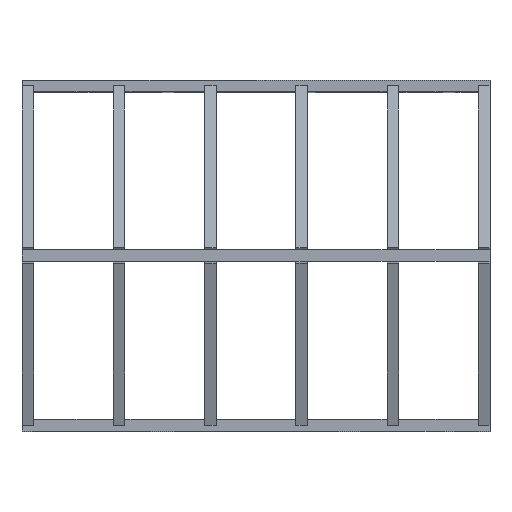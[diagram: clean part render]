
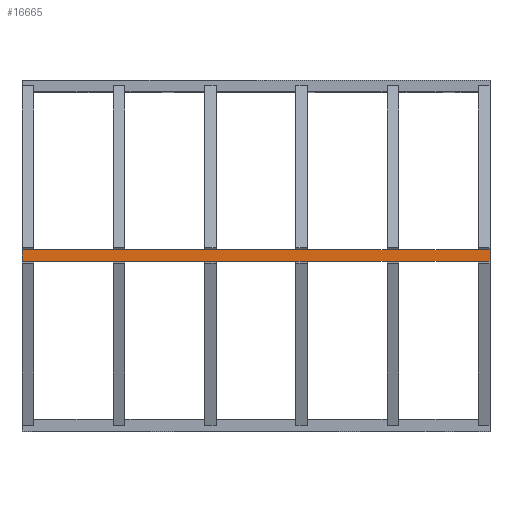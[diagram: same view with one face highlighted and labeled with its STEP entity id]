
A CAD part, top view. The second image highlights one B-rep face of the part: STEP entity #16665.
In plain terms, the highlighted planar face has unit normal (0, 0, 1).
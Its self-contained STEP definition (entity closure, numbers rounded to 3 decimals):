
#32 = PLANE('',#33);
#33 = AXIS2_PLACEMENT_3D('',#34,#35,#36);
#34 = CARTESIAN_POINT('',(0.,0.,0.));
#35 = DIRECTION('',(1.,0.,0.));
#36 = DIRECTION('',(0.,0.,1.));
#197 = VERTEX_POINT('',#198);
#198 = CARTESIAN_POINT('',(0.,775.,2226.764));
#212 = PLANE('',#213);
#213 = AXIS2_PLACEMENT_3D('',#214,#215,#216);
#214 = CARTESIAN_POINT('',(0.,775.,2176.764));
#215 = DIRECTION('',(0.,1.,0.));
#216 = DIRECTION('',(0.,0.,1.));
#224 = EDGE_CURVE('',#225,#197,#227,.T.);
#225 = VERTEX_POINT('',#226);
#226 = CARTESIAN_POINT('',(0.,725.,2226.764));
#227 = SURFACE_CURVE('',#228,(#232,#239),.PCURVE_S1.);
#228 = LINE('',#229,#230);
#229 = CARTESIAN_POINT('',(0.,725.,2226.764));
#230 = VECTOR('',#231,1.);
#231 = DIRECTION('',(0.,1.,0.));
#232 = PCURVE('',#32,#233);
#233 = DEFINITIONAL_REPRESENTATION('',(#234),#238);
#234 = LINE('',#235,#236);
#235 = CARTESIAN_POINT('',(2226.764,-725.));
#236 = VECTOR('',#237,1.);
#237 = DIRECTION('',(0.,-1.));
#238 = ( GEOMETRIC_REPRESENTATION_CONTEXT(2) 
PARAMETRIC_REPRESENTATION_CONTEXT() REPRESENTATION_CONTEXT('2D SPACE',''
  ) );
#239 = PCURVE('',#240,#245);
#240 = PLANE('',#241);
#241 = AXIS2_PLACEMENT_3D('',#242,#243,#244);
#242 = CARTESIAN_POINT('',(0.,725.,2226.764));
#243 = DIRECTION('',(0.,0.,1.));
#244 = DIRECTION('',(1.,0.,0.));
#245 = DEFINITIONAL_REPRESENTATION('',(#246),#250);
#246 = LINE('',#247,#248);
#247 = CARTESIAN_POINT('',(0.,0.));
#248 = VECTOR('',#249,1.);
#249 = DIRECTION('',(0.,1.));
#250 = ( GEOMETRIC_REPRESENTATION_CONTEXT(2) 
PARAMETRIC_REPRESENTATION_CONTEXT() REPRESENTATION_CONTEXT('2D SPACE',''
  ) );
#268 = PLANE('',#269);
#269 = AXIS2_PLACEMENT_3D('',#270,#271,#272);
#270 = CARTESIAN_POINT('',(0.,725.,2176.764));
#271 = DIRECTION('',(0.,1.,0.));
#272 = DIRECTION('',(0.,0.,1.));
#1112 = PLANE('',#1113);
#1113 = AXIS2_PLACEMENT_3D('',#1114,#1115,#1116);
#1114 = CARTESIAN_POINT('',(2000.,0.,0.));
#1115 = DIRECTION('',(1.,0.,0.));
#1116 = DIRECTION('',(0.,0.,1.));
#3968 = VERTEX_POINT('',#3969);
#3969 = CARTESIAN_POINT('',(2000.,775.,2226.764));
#3990 = EDGE_CURVE('',#3991,#3968,#3993,.T.);
#3991 = VERTEX_POINT('',#3992);
#3992 = CARTESIAN_POINT('',(2000.,725.,2226.764));
#3993 = SURFACE_CURVE('',#3994,(#3998,#4005),.PCURVE_S1.);
#3994 = LINE('',#3995,#3996);
#3995 = CARTESIAN_POINT('',(2000.,725.,2226.764));
#3996 = VECTOR('',#3997,1.);
#3997 = DIRECTION('',(0.,1.,0.));
#3998 = PCURVE('',#1112,#3999);
#3999 = DEFINITIONAL_REPRESENTATION('',(#4000),#4004);
#4000 = LINE('',#4001,#4002);
#4001 = CARTESIAN_POINT('',(2226.764,-725.));
#4002 = VECTOR('',#4003,1.);
#4003 = DIRECTION('',(0.,-1.));
#4004 = ( GEOMETRIC_REPRESENTATION_CONTEXT(2) 
PARAMETRIC_REPRESENTATION_CONTEXT() REPRESENTATION_CONTEXT('2D SPACE',''
  ) );
#4005 = PCURVE('',#240,#4006);
#4006 = DEFINITIONAL_REPRESENTATION('',(#4007),#4011);
#4007 = LINE('',#4008,#4009);
#4008 = CARTESIAN_POINT('',(2000.,0.));
#4009 = VECTOR('',#4010,1.);
#4010 = DIRECTION('',(0.,1.));
#4011 = ( GEOMETRIC_REPRESENTATION_CONTEXT(2) 
PARAMETRIC_REPRESENTATION_CONTEXT() REPRESENTATION_CONTEXT('2D SPACE',''
  ) );
#14261 = EDGE_CURVE('',#225,#3991,#14262,.T.);
#14262 = SURFACE_CURVE('',#14263,(#14267,#14274),.PCURVE_S1.);
#14263 = LINE('',#14264,#14265);
#14264 = CARTESIAN_POINT('',(0.,725.,2226.764));
#14265 = VECTOR('',#14266,1.);
#14266 = DIRECTION('',(1.,0.,0.));
#14267 = PCURVE('',#268,#14268);
#14268 = DEFINITIONAL_REPRESENTATION('',(#14269),#14273);
#14269 = LINE('',#14270,#14271);
#14270 = CARTESIAN_POINT('',(50.,0.));
#14271 = VECTOR('',#14272,1.);
#14272 = DIRECTION('',(0.,1.));
#14273 = ( GEOMETRIC_REPRESENTATION_CONTEXT(2) 
PARAMETRIC_REPRESENTATION_CONTEXT() REPRESENTATION_CONTEXT('2D SPACE',''
  ) );
#14274 = PCURVE('',#240,#14275);
#14275 = DEFINITIONAL_REPRESENTATION('',(#14276),#14280);
#14276 = LINE('',#14277,#14278);
#14277 = CARTESIAN_POINT('',(0.,0.));
#14278 = VECTOR('',#14279,1.);
#14279 = DIRECTION('',(1.,0.));
#14280 = ( GEOMETRIC_REPRESENTATION_CONTEXT(2) 
PARAMETRIC_REPRESENTATION_CONTEXT() REPRESENTATION_CONTEXT('2D SPACE',''
  ) );
#14523 = EDGE_CURVE('',#197,#3968,#14524,.T.);
#14524 = SURFACE_CURVE('',#14525,(#14529,#14536),.PCURVE_S1.);
#14525 = LINE('',#14526,#14527);
#14526 = CARTESIAN_POINT('',(0.,775.,2226.764));
#14527 = VECTOR('',#14528,1.);
#14528 = DIRECTION('',(1.,0.,0.));
#14529 = PCURVE('',#212,#14530);
#14530 = DEFINITIONAL_REPRESENTATION('',(#14531),#14535);
#14531 = LINE('',#14532,#14533);
#14532 = CARTESIAN_POINT('',(50.,0.));
#14533 = VECTOR('',#14534,1.);
#14534 = DIRECTION('',(0.,1.));
#14535 = ( GEOMETRIC_REPRESENTATION_CONTEXT(2) 
PARAMETRIC_REPRESENTATION_CONTEXT() REPRESENTATION_CONTEXT('2D SPACE',''
  ) );
#14536 = PCURVE('',#240,#14537);
#14537 = DEFINITIONAL_REPRESENTATION('',(#14538),#14542);
#14538 = LINE('',#14539,#14540);
#14539 = CARTESIAN_POINT('',(0.,50.));
#14540 = VECTOR('',#14541,1.);
#14541 = DIRECTION('',(1.,0.));
#14542 = ( GEOMETRIC_REPRESENTATION_CONTEXT(2) 
PARAMETRIC_REPRESENTATION_CONTEXT() REPRESENTATION_CONTEXT('2D SPACE',''
  ) );
#16665 = ADVANCED_FACE('',(#16666),#240,.T.);
#16666 = FACE_BOUND('',#16667,.T.);
#16667 = EDGE_LOOP('',(#16668,#16669,#16670,#16671));
#16668 = ORIENTED_EDGE('',*,*,#224,.F.);
#16669 = ORIENTED_EDGE('',*,*,#14261,.T.);
#16670 = ORIENTED_EDGE('',*,*,#3990,.T.);
#16671 = ORIENTED_EDGE('',*,*,#14523,.F.);
